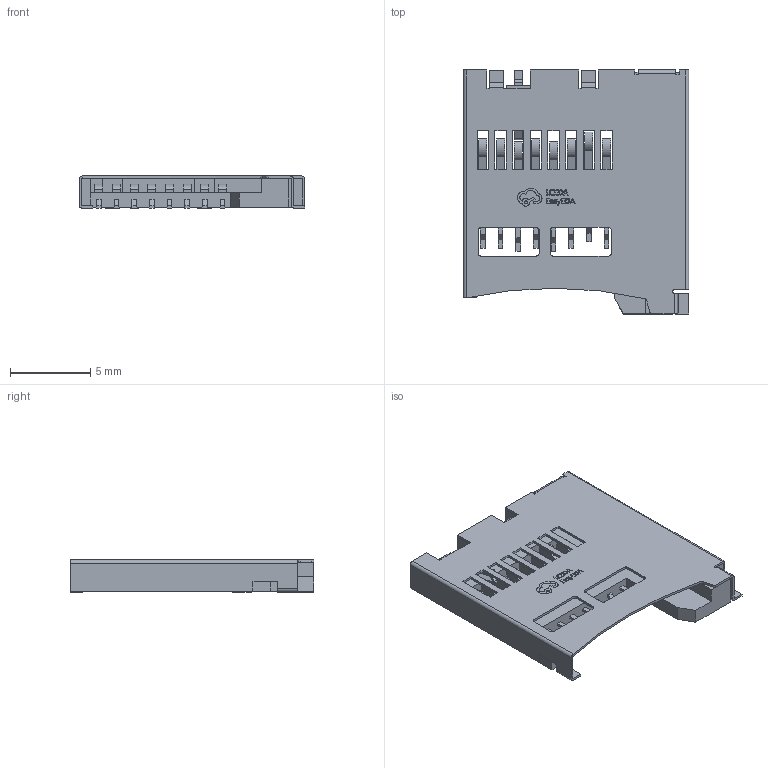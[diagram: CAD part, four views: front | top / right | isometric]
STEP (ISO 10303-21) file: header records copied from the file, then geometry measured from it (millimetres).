
FILE_DESCRIPTION(/* description */ (''),/* implementation_level */ '2;1');
FILE_NAME(/* name */ 'TF-101A-P3.step',/* time_stamp */ '2024-05-24T00:15:31-05:00',/* author */ (''),/* organization */ (''),/* preprocessor_version */ 'ST-DEVELOPER v20',/* originating_system */ 'Autodesk Translation Framework v12.20.1.177',/* authorisation */ '');
FILE_SCHEMA (('AUTOMOTIVE_DESIGN { 1 0 10303 214 3 1 1 }'));
Length unit declared in the file: millimetre
Products named in the file (3): c6ZI-CARD1; TF-SMD_TF-101A-P3; COMPOUND
Assembly tree (2 placements, depth 3):
  c6ZI-CARD1
    TF-SMD_TF-101A-P3
      COMPOUND
Bounding box: 14.05 x 15.2 x 2 mm (x, y, z)
Volume: 195.8 mm3; surface area: 1000 mm2
Topology: 2 solids, 2 shells, 583 faces, 1624 edges, 1082 vertices
Faces by surface type: plane 436, bspline 98, cylinder 49
Entity records: 19750 total; most frequent: CARTESIAN_POINT 4336, ORIENTED_EDGE 3248, DIRECTION 2674, EDGE_CURVE 1624, LINE 1330, VECTOR 1330, VERTEX_POINT 1082, AXIS2_PLACEMENT_3D 672
